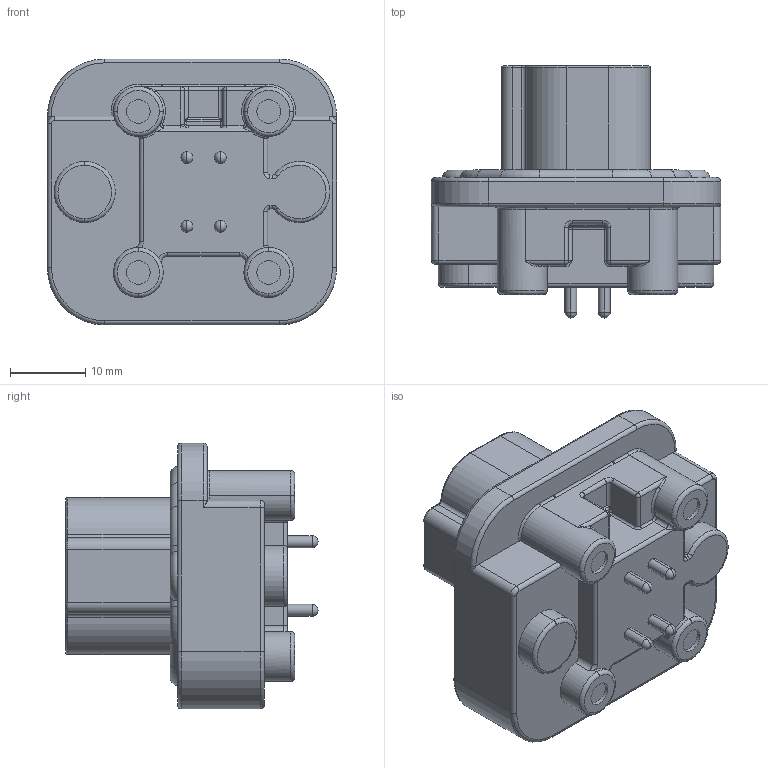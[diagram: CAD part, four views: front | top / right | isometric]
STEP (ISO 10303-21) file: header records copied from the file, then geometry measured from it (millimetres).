
FILE_DESCRIPTION((''),'2;1');
FILE_NAME('C-AT13-4P-BM03_3D','2018-08-07T',('Jony.xie'),(''),'PRO/ENGINEER BY PARAMETRIC TECHNOLOGY CORPORATION, 2013230','PRO/ENGINEER BY PARAMETRIC TECHNOLOGY CORPORATION, 2013230','');
FILE_SCHEMA(('CONFIG_CONTROL_DESIGN'));
Length unit declared in the file: millimetre
Products named in the file (1): C-AT13-4P-BM03_3D
Bounding box: 38.35 x 33.42 x 35.25 mm (x, y, z)
Volume: 15363.1 mm3; surface area: 7297 mm2
Topology: 1 solids, 2 shells, 463 faces, 1223 edges, 769 vertices
Faces by surface type: cylinder 165, plane 129, torus 75, extrusion 49, sphere 21, bspline 20, cone 4
Entity records: 15930 total; most frequent: CARTESIAN_POINT 4596, ORIENTED_EDGE 2404, DIRECTION 2326, EDGE_CURVE 1202, AXIS2_PLACEMENT_3D 880, VERTEX_POINT 769, VECTOR 566, LINE 517
